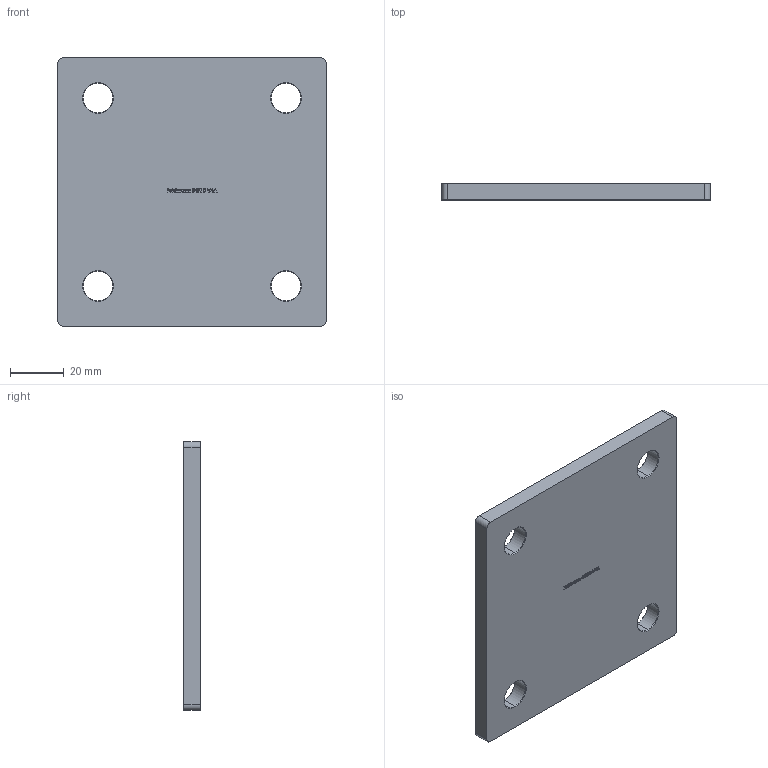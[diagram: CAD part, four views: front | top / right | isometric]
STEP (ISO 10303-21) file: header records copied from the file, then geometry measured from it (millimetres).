
FILE_DESCRIPTION (( 'STEP AP203' ), '1' );
FILE_NAME ('54210-V4A.step', '2020-10-21T10:53:26', ( '' ), ( '' ), 'SwSTEP 2.0', 'SolidWorks 2018', '' );
FILE_SCHEMA (( 'CONFIG_CONTROL_DESIGN' ));
Length unit declared in the file: millimetre
Products named in the file (2): 54210-V4A
Bounding box: 100 x 6 x 100 mm (x, y, z)
Volume: 57689.3 mm3; surface area: 22411.2 mm2
Topology: 1 solids, 1 shells, 249 faces, 653 edges, 430 vertices
Faces by surface type: plane 150, bspline 71, cone 16, cylinder 12
Entity records: 11560 total; most frequent: CARTESIAN_POINT 5701, ORIENTED_EDGE 1306, DIRECTION 911, EDGE_CURVE 653, LINE 471, VECTOR 471, VERTEX_POINT 430, EDGE_LOOP 281
